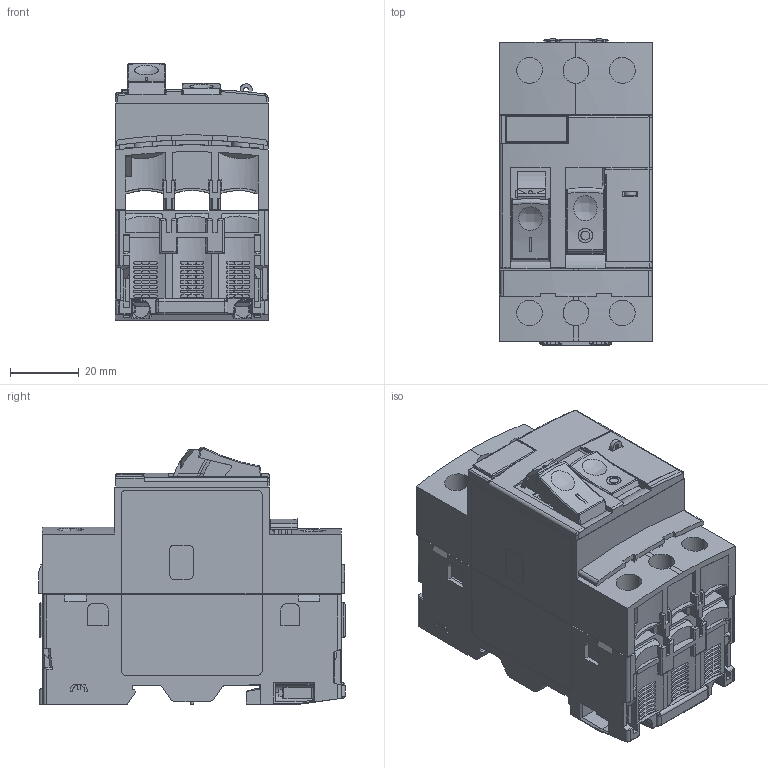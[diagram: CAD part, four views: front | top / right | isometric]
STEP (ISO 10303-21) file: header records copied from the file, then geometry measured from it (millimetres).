
FILE_DESCRIPTION (( 'STEP AP203' ), '1' );
FILE_NAME ('GP2E32.step', '2023-08-31T19:57:30', ( '' ), ( '' ), 'SwSTEP 2.0', 'SolidWorks 2021', '' );
FILE_SCHEMA (( 'CONFIG_CONTROL_DESIGN' ));
Length unit declared in the file: inch
Products named in the file (1): GP2E32
Bounding box: 44.75 x 89.09 x 75.02 mm (x, y, z)
Volume: 189841.5 mm3; surface area: 63826 mm2
Topology: 15 solids, 27 shells, 2269 faces, 6353 edges, 4168 vertices
Faces by surface type: plane 1521, cylinder 657, bspline 67, cone 18, torus 6
Entity records: 86814 total; most frequent: CARTESIAN_POINT 30892, ORIENTED_EDGE 12674, DIRECTION 9890, EDGE_CURVE 6337, VECTOR 4510, LINE 4510, VERTEX_POINT 4168, AXIS2_PLACEMENT_3D 2690
